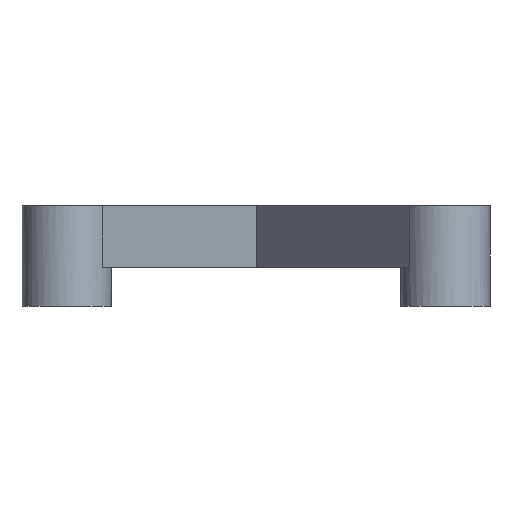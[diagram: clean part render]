
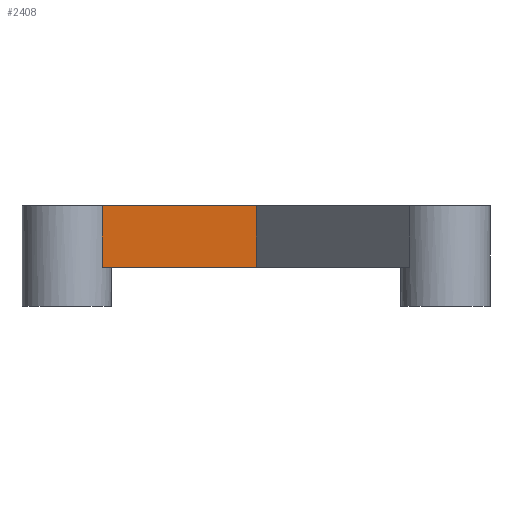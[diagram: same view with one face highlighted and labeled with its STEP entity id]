
A CAD part, front view. The second image highlights one B-rep face of the part: STEP entity #2408.
In plain terms, the highlighted planar face has unit normal (0.797, -0.605, 0).
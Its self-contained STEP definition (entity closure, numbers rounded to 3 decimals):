
#4 = VECTOR ( 'NONE', #2634, 1000. ) ;
#17 = ORIENTED_EDGE ( 'NONE', *, *, #2740, .F. ) ;
#60 = DIRECTION ( 'NONE',  ( -0.605, -0.797, 0. ) ) ;
#74 = CARTESIAN_POINT ( 'NONE',  ( -2.207, 1.675, 3. ) ) ;
#171 = VERTEX_POINT ( 'NONE', #414 ) ;
#276 = EDGE_CURVE ( 'NONE', #2291, #1751, #327, .T. ) ;
#279 = EDGE_CURVE ( 'NONE', #1751, #1118, #2004, .T. ) ;
#327 = LINE ( 'NONE', #2643, #2331 ) ;
#414 = CARTESIAN_POINT ( 'NONE',  ( -13.814, -13.619, -2.5 ) ) ;
#510 = ORIENTED_EDGE ( 'NONE', *, *, #1723, .T. ) ;
#511 = CARTESIAN_POINT ( 'NONE',  ( -13.814, -13.619, 3. ) ) ;
#587 = LINE ( 'NONE', #2272, #4 ) ;
#616 = VECTOR ( 'NONE', #642, 1000. ) ;
#642 = DIRECTION ( 'NONE',  ( 0., 0., -1. ) ) ;
#725 = FACE_OUTER_BOUND ( 'NONE', #2101, .T. ) ;
#746 = DIRECTION ( 'NONE',  ( 0., 0., -1. ) ) ;
#853 = ORIENTED_EDGE ( 'NONE', *, *, #276, .F. ) ;
#1116 = ORIENTED_EDGE ( 'NONE', *, *, #279, .F. ) ;
#1118 = VERTEX_POINT ( 'NONE', #1192 ) ;
#1130 = VECTOR ( 'NONE', #746, 1000. ) ;
#1192 = CARTESIAN_POINT ( 'NONE',  ( 0., 4.584, -2.5 ) ) ;
#1468 = LINE ( 'NONE', #1481, #616 ) ;
#1481 = CARTESIAN_POINT ( 'NONE',  ( -13.814, -13.619, 3. ) ) ;
#1723 = EDGE_CURVE ( 'NONE', #2291, #171, #1468, .T. ) ;
#1751 = VERTEX_POINT ( 'NONE', #2135 ) ;
#1774 = CARTESIAN_POINT ( 'NONE',  ( 0., 4.584, 3. ) ) ;
#2004 = LINE ( 'NONE', #1774, #1130 ) ;
#2028 = DIRECTION ( 'NONE',  ( 0.605, 0.797, 0. ) ) ;
#2101 = EDGE_LOOP ( 'NONE', ( #510, #17, #1116, #853 ) ) ;
#2135 = CARTESIAN_POINT ( 'NONE',  ( 0., 4.584, 3. ) ) ;
#2272 = CARTESIAN_POINT ( 'NONE',  ( -2.207, 1.675, -2.5 ) ) ;
#2291 = VERTEX_POINT ( 'NONE', #511 ) ;
#2331 = VECTOR ( 'NONE', #2028, 1000. ) ;
#2408 = ADVANCED_FACE ( 'NONE', ( #725 ), #2636, .F. ) ;
#2417 = DIRECTION ( 'NONE',  ( -0.797, 0.605, 0. ) ) ;
#2441 = AXIS2_PLACEMENT_3D ( 'NONE', #74, #2417, #60 ) ;
#2634 = DIRECTION ( 'NONE',  ( -0.605, -0.797, 0. ) ) ;
#2636 = PLANE ( 'NONE',  #2441 ) ;
#2643 = CARTESIAN_POINT ( 'NONE',  ( -2.207, 1.675, 3. ) ) ;
#2740 = EDGE_CURVE ( 'NONE', #1118, #171, #587, .T. ) ;
